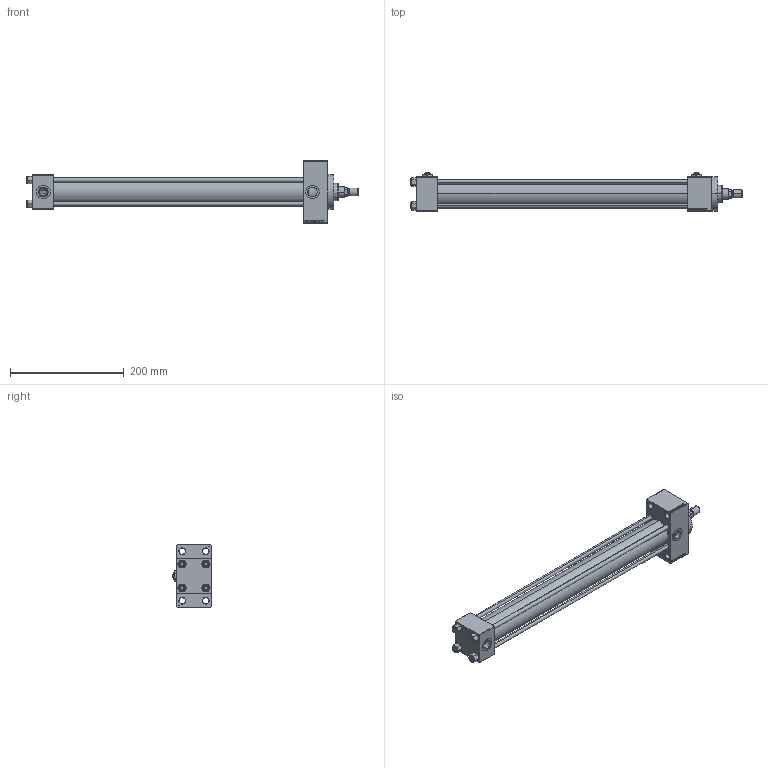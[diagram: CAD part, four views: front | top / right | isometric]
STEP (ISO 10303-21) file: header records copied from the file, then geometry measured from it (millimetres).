
FILE_DESCRIPTION (( 'STEP AP203' ), '1' );
FILE_NAME ('3f2f.STEP', '2022-04-15T19:39:47', ( '' ), ( '' ), 'SwSTEP 2.0', 'SolidWorks 2019', '' );
FILE_SCHEMA (( 'CONFIG_CONTROL_DESIGN' ));
Length unit declared in the file: millimetre
Products named in the file (8): NUT_M5_D 116a559a2a7bffa111dfaee875430c5c; V215CR_D_Body 116a559a2a7bffa111dfaee875430c5c; V215_VC_A 116a559a2a7bffa111dfaee875430c5c; V215CR_VCP_D 116a559a2a7bffa111dfaee875430c5c; ROD_END_AH 116a559a2a7bffa111dfaee875430c5c; Zatka_pro_OIL_PORT 116a559a2a7bffa111dfaee875430c5c; 3f2f; V215CR_D_TYCINKA 116a559a2a7bffa111dfaee875430c5c
Assembly tree (14 placements, depth 2):
  3f2f
    V215CR_D_Body 116a559a2a7bffa111dfaee875430c5c
    V215CR_VCP_D 116a559a2a7bffa111dfaee875430c5c
    NUT_M5_D 116a559a2a7bffa111dfaee875430c5c  x4
    V215CR_D_TYCINKA 116a559a2a7bffa111dfaee875430c5c  x4
    V215_VC_A 116a559a2a7bffa111dfaee875430c5c
    ROD_END_AH 116a559a2a7bffa111dfaee875430c5c
    Zatka_pro_OIL_PORT 116a559a2a7bffa111dfaee875430c5c  x2
Bounding box: 583 x 67 x 109 mm (x, y, z)
Volume: 845154.7 mm3; surface area: 287355.9 mm2
Topology: 14 solids, 14 shells, 1228 faces, 3030 edges, 1949 vertices
Faces by surface type: plane 552, bspline 368, cone 190, cylinder 108, torus 10
Entity records: 49974 total; most frequent: CARTESIAN_POINT 25785, ORIENTED_EDGE 5360, DIRECTION 3576, EDGE_CURVE 2680, VERTEX_POINT 1747, VECTOR 1568, LINE 1568, EDGE_LOOP 1207
